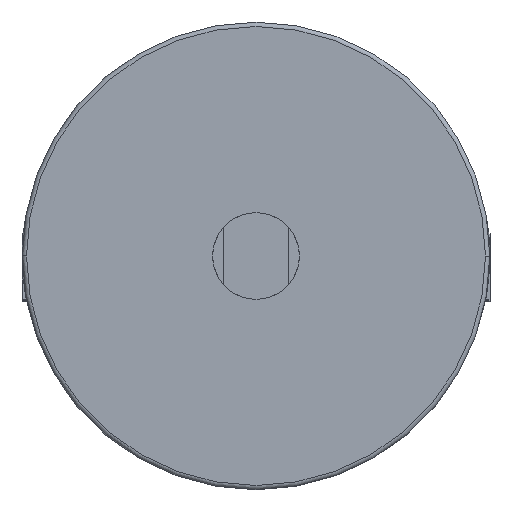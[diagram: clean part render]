
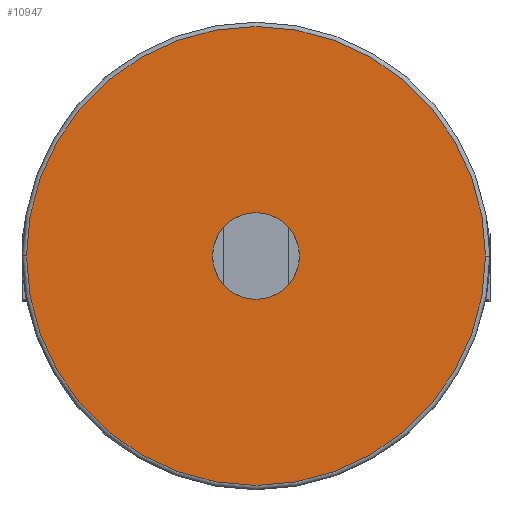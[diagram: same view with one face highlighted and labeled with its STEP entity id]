
A CAD part, left-side view. The second image highlights one B-rep face of the part: STEP entity #10947.
In plain terms, the highlighted planar face has unit normal (-1, 0, 0).
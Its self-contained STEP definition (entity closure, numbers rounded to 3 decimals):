
#902 = AXIS2_PLACEMENT_3D ( 'NONE', #6616, #15098, #7835 ) ;
#1854 = PLANE ( 'NONE',  #1889 ) ;
#1889 = AXIS2_PLACEMENT_3D ( 'NONE', #15302, #10455, #3105 ) ;
#3105 = DIRECTION ( 'NONE',  ( 0., -1., 0. ) ) ;
#3173 = DIRECTION ( 'NONE',  ( -1., 0., 0. ) ) ;
#3959 = CARTESIAN_POINT ( 'NONE',  ( -265., -53., 0. ) ) ;
#4134 = ORIENTED_EDGE ( 'NONE', *, *, #5981, .T. ) ;
#4518 = AXIS2_PLACEMENT_3D ( 'NONE', #10503, #3173, #11693 ) ;
#4771 = CARTESIAN_POINT ( 'NONE',  ( -265., 0., 0. ) ) ;
#5981 = EDGE_CURVE ( 'NONE', #9297, #11669, #14669, .T. ) ;
#6000 = DIRECTION ( 'NONE',  ( 0., 0., 1. ) ) ;
#6615 = DIRECTION ( 'NONE',  ( -1., 0., 0. ) ) ;
#6616 = CARTESIAN_POINT ( 'NONE',  ( -265., 0., 0. ) ) ;
#7835 = DIRECTION ( 'NONE',  ( 0., 0., 1. ) ) ;
#8806 = EDGE_CURVE ( 'NONE', #9889, #14844, #15965, .T. ) ;
#9297 = VERTEX_POINT ( 'NONE', #3959 ) ;
#9889 = VERTEX_POINT ( 'NONE', #15168 ) ;
#10414 = ORIENTED_EDGE ( 'NONE', *, *, #8806, .F. ) ;
#10455 = DIRECTION ( 'NONE',  ( -1., 0., 0. ) ) ;
#10503 = CARTESIAN_POINT ( 'NONE',  ( -265., 0., 0. ) ) ;
#10547 = AXIS2_PLACEMENT_3D ( 'NONE', #4771, #13214, #6000 ) ;
#10947 = ADVANCED_FACE ( 'NONE', ( #12047, #12446 ), #1854, .T. ) ;
#11336 = ORIENTED_EDGE ( 'NONE', *, *, #11861, .T. ) ;
#11669 = VERTEX_POINT ( 'NONE', #13875 ) ;
#11693 = DIRECTION ( 'NONE',  ( 0., -1., 0. ) ) ;
#11805 = CIRCLE ( 'NONE', #10547, 10. ) ;
#11861 = EDGE_CURVE ( 'NONE', #11669, #9297, #12773, .T. ) ;
#12047 = FACE_OUTER_BOUND ( 'NONE', #14242, .T. ) ;
#12385 = CARTESIAN_POINT ( 'NONE',  ( -265., 0., -10. ) ) ;
#12446 = FACE_BOUND ( 'NONE', #14850, .T. ) ;
#12465 = ORIENTED_EDGE ( 'NONE', *, *, #12529, .F. ) ;
#12529 = EDGE_CURVE ( 'NONE', #14844, #9889, #11805, .T. ) ;
#12773 = CIRCLE ( 'NONE', #13925, 53. ) ;
#13214 = DIRECTION ( 'NONE',  ( -1., 0., 0. ) ) ;
#13871 = CARTESIAN_POINT ( 'NONE',  ( -265., 0., 0. ) ) ;
#13875 = CARTESIAN_POINT ( 'NONE',  ( -265., 53., 0. ) ) ;
#13925 = AXIS2_PLACEMENT_3D ( 'NONE', #13871, #6615, #15097 ) ;
#14242 = EDGE_LOOP ( 'NONE', ( #4134, #11336 ) ) ;
#14669 = CIRCLE ( 'NONE', #4518, 53. ) ;
#14844 = VERTEX_POINT ( 'NONE', #12385 ) ;
#14850 = EDGE_LOOP ( 'NONE', ( #12465, #10414 ) ) ;
#15097 = DIRECTION ( 'NONE',  ( 0., -1., 0. ) ) ;
#15098 = DIRECTION ( 'NONE',  ( -1., 0., 0. ) ) ;
#15168 = CARTESIAN_POINT ( 'NONE',  ( -265., 0., 10. ) ) ;
#15302 = CARTESIAN_POINT ( 'NONE',  ( -265., 54., 0. ) ) ;
#15965 = CIRCLE ( 'NONE', #902, 10. ) ;
